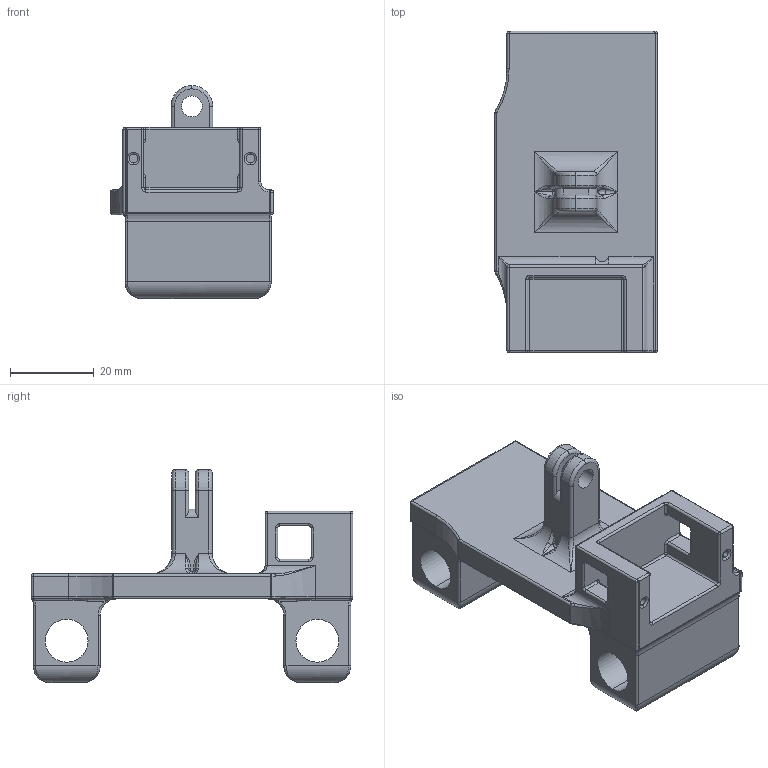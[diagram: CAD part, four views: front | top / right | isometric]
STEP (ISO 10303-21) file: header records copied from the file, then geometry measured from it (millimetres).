
FILE_DESCRIPTION (( 'STEP AP214' ), '1' );
FILE_NAME ('base plate icarus.STEP', '2026-01-21T13:53:28', ( '' ), ( '' ), 'SwSTEP 2.0', 'SolidWorks 2024', '' );
FILE_SCHEMA (( 'AUTOMOTIVE_DESIGN' ));
Length unit declared in the file: millimetre
Products named in the file (1): base plate icarus
Bounding box: 38.96 x 77 x 51 mm (x, y, z)
Volume: 39368.4 mm3; surface area: 15736.8 mm2
Topology: 1 solids, 1 shells, 298 faces, 719 edges, 376 vertices
Faces by surface type: cylinder 137, torus 60, plane 40, bspline 38, sphere 23
Entity records: 9490 total; most frequent: CARTESIAN_POINT 3027, DIRECTION 1421, ORIENTED_EDGE 1332, EDGE_CURVE 666, AXIS2_PLACEMENT_3D 588, VERTEX_POINT 368, CIRCLE 327, EDGE_LOOP 312
